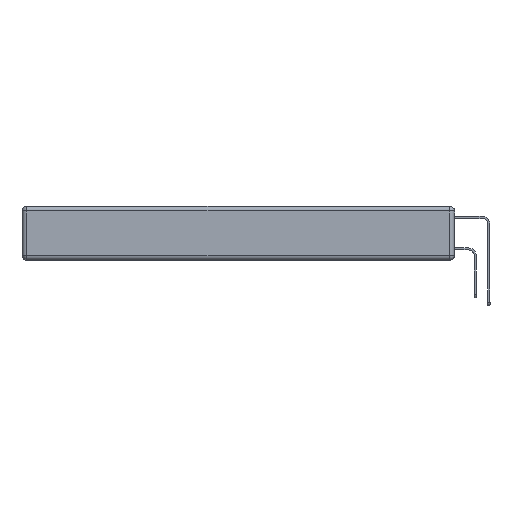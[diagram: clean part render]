
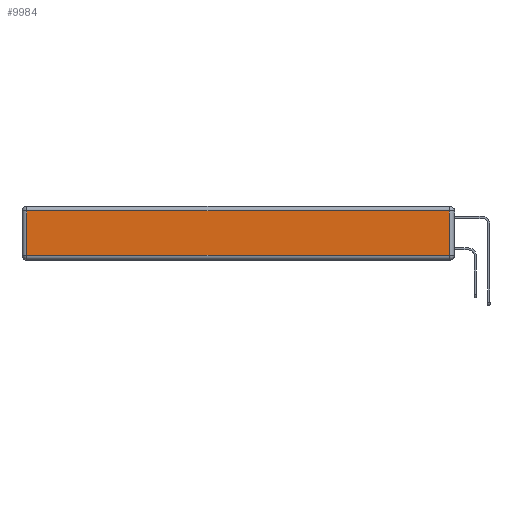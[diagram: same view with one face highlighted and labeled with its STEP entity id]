
A CAD part, left-side view. The second image highlights one B-rep face of the part: STEP entity #9984.
In plain terms, the highlighted planar face has unit normal (-1, 0, 0).
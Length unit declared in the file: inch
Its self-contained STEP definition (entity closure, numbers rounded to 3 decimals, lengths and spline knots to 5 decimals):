
#639 = VECTOR ( 'NONE', #3486, 39.37008 ) ;
#1365 = ORIENTED_EDGE ( 'NONE', *, *, #14555, .T. ) ;
#1724 = VERTEX_POINT ( 'NONE', #9696 ) ;
#1754 = ORIENTED_EDGE ( 'NONE', *, *, #2355, .T. ) ;
#2090 = CARTESIAN_POINT ( 'NONE',  ( 0., 2.75, -0.03 ) ) ;
#2355 = EDGE_CURVE ( 'NONE', #1724, #6478, #6593, .T. ) ;
#2704 = DIRECTION ( 'NONE',  ( -1., 0., 0. ) ) ;
#2913 = AXIS2_PLACEMENT_3D ( 'NONE', #11421, #2704, #15280 ) ;
#3323 = LINE ( 'NONE', #2090, #8228 ) ;
#3486 = DIRECTION ( 'NONE',  ( 0., 0., -1. ) ) ;
#3538 = VERTEX_POINT ( 'NONE', #15018 ) ;
#3580 = EDGE_LOOP ( 'NONE', ( #6173, #1754, #1365, #13856 ) ) ;
#4333 = VECTOR ( 'NONE', #14165, 39.37008 ) ;
#5284 = VECTOR ( 'NONE', #6215, 39.37008 ) ;
#6173 = ORIENTED_EDGE ( 'NONE', *, *, #12064, .T. ) ;
#6215 = DIRECTION ( 'NONE',  ( 0., -1., 0. ) ) ;
#6406 = PLANE ( 'NONE',  #2913 ) ;
#6478 = VERTEX_POINT ( 'NONE', #8117 ) ;
#6593 = LINE ( 'NONE', #10308, #4333 ) ;
#8117 = CARTESIAN_POINT ( 'NONE',  ( 0., 0.03, -0.03 ) ) ;
#8228 = VECTOR ( 'NONE', #10982, 39.37008 ) ;
#9696 = CARTESIAN_POINT ( 'NONE',  ( 0., 0.03, -0.313 ) ) ;
#9751 = LINE ( 'NONE', #9917, #639 ) ;
#9824 = VERTEX_POINT ( 'NONE', #14723 ) ;
#9832 = LINE ( 'NONE', #12200, #5284 ) ;
#9917 = CARTESIAN_POINT ( 'NONE',  ( 0., 2.72, -0.343 ) ) ;
#9984 = ADVANCED_FACE ( 'NONE', ( #12636 ), #6406, .T. ) ;
#10308 = CARTESIAN_POINT ( 'NONE',  ( 0., 0.03, -0.343 ) ) ;
#10982 = DIRECTION ( 'NONE',  ( 0., 1., 0. ) ) ;
#11421 = CARTESIAN_POINT ( 'NONE',  ( 0., 0., -0.343 ) ) ;
#12064 = EDGE_CURVE ( 'NONE', #3538, #1724, #9832, .T. ) ;
#12200 = CARTESIAN_POINT ( 'NONE',  ( 0., 0., -0.313 ) ) ;
#12636 = FACE_OUTER_BOUND ( 'NONE', #3580, .T. ) ;
#13856 = ORIENTED_EDGE ( 'NONE', *, *, #15883, .T. ) ;
#14165 = DIRECTION ( 'NONE',  ( 0., 0., 1. ) ) ;
#14555 = EDGE_CURVE ( 'NONE', #6478, #9824, #3323, .T. ) ;
#14723 = CARTESIAN_POINT ( 'NONE',  ( 0., 2.72, -0.03 ) ) ;
#15018 = CARTESIAN_POINT ( 'NONE',  ( 0., 2.72, -0.313 ) ) ;
#15280 = DIRECTION ( 'NONE',  ( 0., 0., 1. ) ) ;
#15883 = EDGE_CURVE ( 'NONE', #9824, #3538, #9751, .T. ) ;
